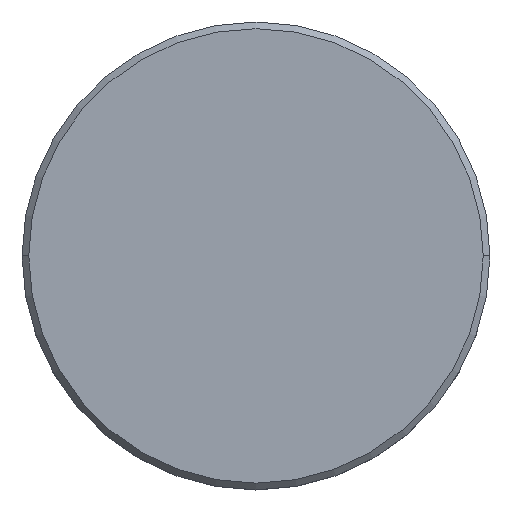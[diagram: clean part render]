
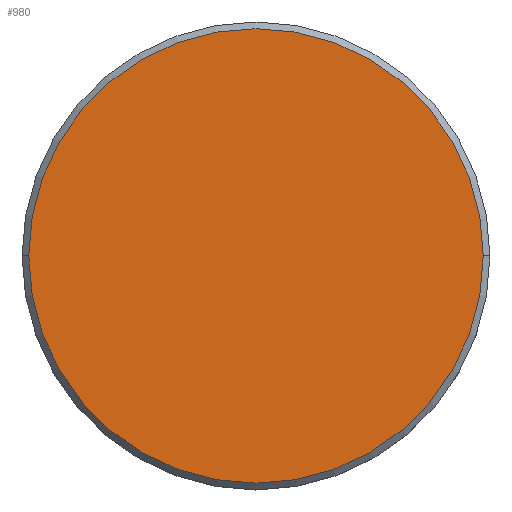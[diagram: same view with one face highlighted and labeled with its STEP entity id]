
A CAD part, top view. The second image highlights one B-rep face of the part: STEP entity #980.
In plain terms, the highlighted planar face has unit normal (0, 0, 1).
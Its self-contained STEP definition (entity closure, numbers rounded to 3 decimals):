
#10 = AXIS2_PLACEMENT_3D ( 'NONE', #446, #454, #725 ) ;
#125 = CARTESIAN_POINT ( 'NONE',  ( 0., 0., 0. ) ) ;
#146 = DIRECTION ( 'NONE',  ( 0., 0., 1. ) ) ;
#160 = AXIS2_PLACEMENT_3D ( 'NONE', #976, #146, #430 ) ;
#196 = CIRCLE ( 'NONE', #486, 17. ) ;
#327 = ORIENTED_EDGE ( 'NONE', *, *, #708, .T. ) ;
#430 = DIRECTION ( 'NONE',  ( 1., 0., 0. ) ) ;
#437 = DIRECTION ( 'NONE',  ( 1., 0., 0. ) ) ;
#446 = CARTESIAN_POINT ( 'NONE',  ( 0., 0., 0. ) ) ;
#454 = DIRECTION ( 'NONE',  ( 0., 0., 1. ) ) ;
#486 = AXIS2_PLACEMENT_3D ( 'NONE', #125, #497, #437 ) ;
#497 = DIRECTION ( 'NONE',  ( 0., 0., 1. ) ) ;
#522 = CIRCLE ( 'NONE', #160, 17. ) ;
#708 = EDGE_CURVE ( 'NONE', #1063, #763, #196, .T. ) ;
#718 = FACE_OUTER_BOUND ( 'NONE', #1114, .T. ) ;
#725 = DIRECTION ( 'NONE',  ( 1., 0., 0. ) ) ;
#735 = PLANE ( 'NONE',  #10 ) ;
#763 = VERTEX_POINT ( 'NONE', #1064 ) ;
#767 = CARTESIAN_POINT ( 'NONE',  ( 17., 0., 0. ) ) ;
#935 = ORIENTED_EDGE ( 'NONE', *, *, #971, .T. ) ;
#971 = EDGE_CURVE ( 'NONE', #763, #1063, #522, .T. ) ;
#976 = CARTESIAN_POINT ( 'NONE',  ( 0., 0., 0. ) ) ;
#980 = ADVANCED_FACE ( 'NONE', ( #718 ), #735, .T. ) ;
#1063 = VERTEX_POINT ( 'NONE', #767 ) ;
#1064 = CARTESIAN_POINT ( 'NONE',  ( -17., 0., 0. ) ) ;
#1114 = EDGE_LOOP ( 'NONE', ( #935, #327 ) ) ;
